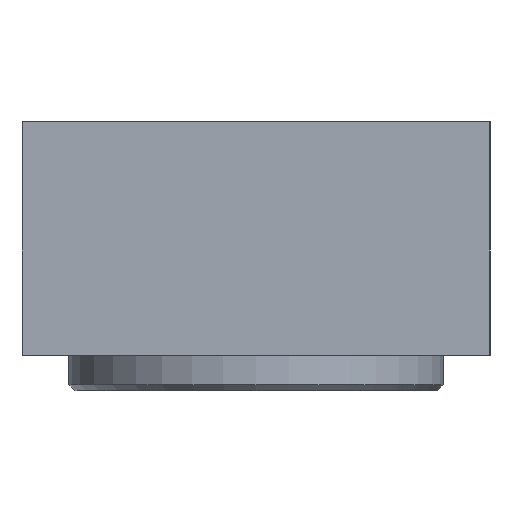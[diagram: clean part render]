
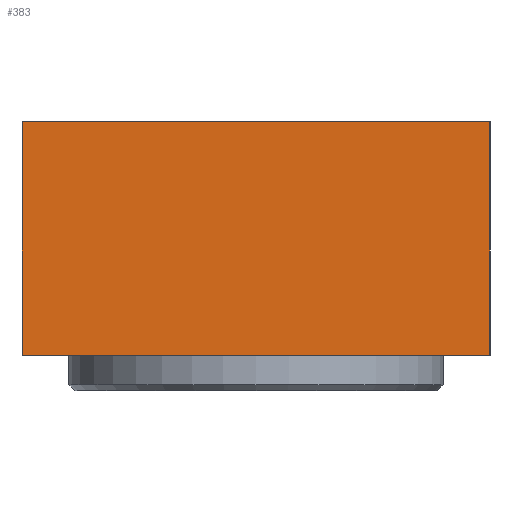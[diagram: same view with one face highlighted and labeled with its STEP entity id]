
A CAD part, left-side view. The second image highlights one B-rep face of the part: STEP entity #383.
In plain terms, the highlighted planar face has unit normal (-1, 0, 0).
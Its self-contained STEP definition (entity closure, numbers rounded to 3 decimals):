
#17=LINE('',#585,#29);
#20=LINE('',#619,#32);
#22=LINE('',#629,#34);
#25=LINE('',#648,#37);
#29=VECTOR('',#473,20.);
#32=VECTOR('',#514,40.);
#34=VECTOR('',#524,20.);
#37=VECTOR('',#551,40.);
#55=PLANE('',#436);
#109=FACE_OUTER_BOUND('',#162,.T.);
#162=EDGE_LOOP('',(#320,#321,#322,#323));
#197=VERTEX_POINT('',#578);
#200=VERTEX_POINT('',#583);
#212=VERTEX_POINT('',#617);
#216=VERTEX_POINT('',#627);
#232=EDGE_CURVE('',#200,#197,#17,.T.);
#245=EDGE_CURVE('',#212,#200,#20,.T.);
#249=EDGE_CURVE('',#212,#216,#22,.T.);
#256=EDGE_CURVE('',#216,#197,#25,.T.);
#320=ORIENTED_EDGE('',*,*,#256,.T.);
#321=ORIENTED_EDGE('',*,*,#232,.F.);
#322=ORIENTED_EDGE('',*,*,#245,.F.);
#323=ORIENTED_EDGE('',*,*,#249,.T.);
#383=ADVANCED_FACE('',(#109),#55,.T.);
#436=AXIS2_PLACEMENT_3D('',#647,#549,#550);
#473=DIRECTION('',(0.,0.,-1.));
#514=DIRECTION('',(0.,-1.,0.));
#524=DIRECTION('',(0.,0.,-1.));
#549=DIRECTION('center_axis',(-1.,0.,0.));
#550=DIRECTION('ref_axis',(0.,0.,1.));
#551=DIRECTION('',(0.,-1.,0.));
#578=CARTESIAN_POINT('',(-32.5,-20.,-20.));
#583=CARTESIAN_POINT('',(-32.5,-20.,0.));
#585=CARTESIAN_POINT('',(-32.5,-20.,0.));
#617=CARTESIAN_POINT('',(-32.5,20.,0.));
#619=CARTESIAN_POINT('',(-32.5,20.,0.));
#627=CARTESIAN_POINT('',(-32.5,20.,-20.));
#629=CARTESIAN_POINT('',(-32.5,20.,0.));
#647=CARTESIAN_POINT('Origin',(-32.5,20.,0.));
#648=CARTESIAN_POINT('',(-32.5,20.,-20.));
